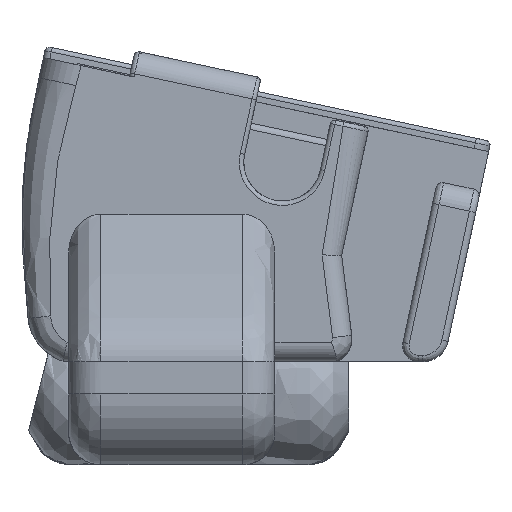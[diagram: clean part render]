
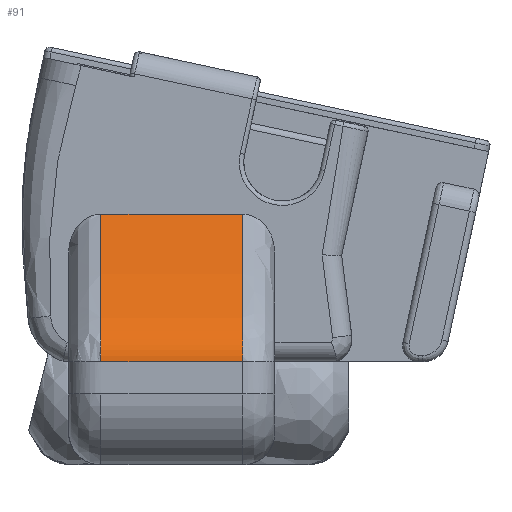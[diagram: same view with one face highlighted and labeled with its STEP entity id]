
A CAD part, left-side view. The second image highlights one B-rep face of the part: STEP entity #91.
In plain terms, the highlighted free-form (B-spline) face has degree [3, 1] with [4, 2] control points.
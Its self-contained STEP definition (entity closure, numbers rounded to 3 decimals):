
#91=ADVANCED_FACE('',(#772),#10857,.T.);
#772=FACE_OUTER_BOUND('',#1453,.T.);
#1453=EDGE_LOOP('',(#2320,#2321,#2322,#2323));
#2320=ORIENTED_EDGE('',*,*,#6357,.T.);
#2321=ORIENTED_EDGE('',*,*,#5818,.F.);
#2322=ORIENTED_EDGE('',*,*,#5816,.F.);
#2323=ORIENTED_EDGE('',*,*,#5817,.T.);
#5816=EDGE_CURVE('',#9784,#9783,#8835,.T.);
#5817=EDGE_CURVE('',#9784,#10116,#8836,.T.);
#5818=EDGE_CURVE('',#9783,#10117,#8837,.T.);
#6357=EDGE_CURVE('',#10116,#10117,#9113,.T.);
#8835=B_SPLINE_CURVE_WITH_KNOTS('',1,(#16078,#16079),.UNSPECIFIED.,.F.,
 .F.,(2,2),(2.5,13.5),.UNSPECIFIED.);
#8836=B_SPLINE_CURVE_WITH_KNOTS('',3,(#16080,#16081,#16082,#16083),
 .UNSPECIFIED.,.F.,.F.,(4,4),(0.,16.815),.UNSPECIFIED.);
#8837=B_SPLINE_CURVE_WITH_KNOTS('',3,(#16084,#16085,#16086,#16087),
 .UNSPECIFIED.,.F.,.F.,(4,4),(0.,16.815),.UNSPECIFIED.);
#9113=B_SPLINE_CURVE_WITH_KNOTS('',1,(#17894,#17895),.UNSPECIFIED.,.F.,
 .F.,(2,2),(2.5,13.5),.UNSPECIFIED.);
#9783=VERTEX_POINT('',#15380);
#9784=VERTEX_POINT('',#15381);
#10116=VERTEX_POINT('',#15713);
#10117=VERTEX_POINT('',#15714);
#10857=B_SPLINE_SURFACE_WITH_KNOTS('',3,1,((#14264,#14265),(#14266,#14267),
(#14268,#14269),(#14270,#14271)),.UNSPECIFIED.,.F.,.F.,.F.,(4,4),(2,2),
(0.,24.089),(0.,16.),.UNSPECIFIED.);
#14264=CARTESIAN_POINT('',(-139.062,8.599,-17.045));
#14265=CARTESIAN_POINT('',(-139.062,24.599,-17.045));
#14266=CARTESIAN_POINT('',(-139.062,8.599,-14.152));
#14267=CARTESIAN_POINT('',(-139.062,24.599,-14.152));
#14268=CARTESIAN_POINT('',(-134.174,8.599,-11.212));
#14269=CARTESIAN_POINT('',(-134.174,24.599,-11.212));
#14270=CARTESIAN_POINT('',(-123.566,8.599,-3.865));
#14271=CARTESIAN_POINT('',(-123.566,24.599,-3.865));
#15380=CARTESIAN_POINT('',(-139.062,22.099,-17.045));
#15381=CARTESIAN_POINT('',(-139.062,11.099,-17.045));
#15713=CARTESIAN_POINT('',(-126.064,11.099,-5.588));
#15714=CARTESIAN_POINT('',(-126.064,22.099,-5.588));
#16078=CARTESIAN_POINT('',(-139.062,11.099,-17.045));
#16079=CARTESIAN_POINT('',(-139.062,22.099,-17.045));
#16080=CARTESIAN_POINT('',(-139.062,11.099,-17.045));
#16081=CARTESIAN_POINT('',(-139.062,11.099,-14.389));
#16082=CARTESIAN_POINT('',(-134.944,11.099,-11.695));
#16083=CARTESIAN_POINT('',(-126.064,11.099,-5.588));
#16084=CARTESIAN_POINT('',(-139.062,22.099,-17.045));
#16085=CARTESIAN_POINT('',(-139.062,22.099,-14.389));
#16086=CARTESIAN_POINT('',(-134.944,22.099,-11.695));
#16087=CARTESIAN_POINT('',(-126.064,22.099,-5.588));
#17894=CARTESIAN_POINT('',(-126.064,11.099,-5.588));
#17895=CARTESIAN_POINT('',(-126.064,22.099,-5.588));
